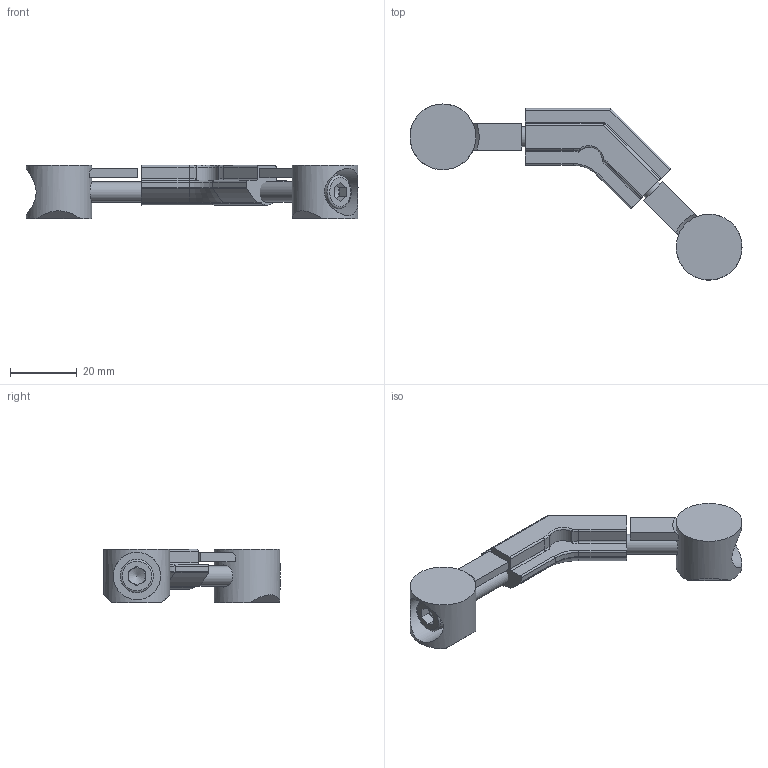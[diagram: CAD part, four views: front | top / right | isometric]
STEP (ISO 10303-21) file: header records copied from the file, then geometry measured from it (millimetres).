
FILE_DESCRIPTION(('FreeCAD Model'),'2;1');
FILE_NAME('Open CASCADE Shape Model','2024-03-20T10:17:11',(''),(''), 'Open CASCADE STEP processor 7.6','FreeCAD','Unknown');
FILE_SCHEMA(('AUTOMOTIVE_DESIGN { 1 0 10303 214 1 1 1 1 }'));
Length unit declared in the file: millimetre
Products named in the file (6): STI8-COU45; 099A0840W45_part1; 099A0840W45_part2; 099A0840W45_part3; 099A0840W45_part5; 099A0840W45_part4
Assembly tree (5 placements, depth 2):
  STI8-COU45
    099A0840W45_part1
    099A0840W45_part2
    099A0840W45_part3
    099A0840W45_part5
    099A0840W45_part4
Bounding box: 99.34 x 52.69 x 16 mm (x, y, z)
Volume: 14929 mm3; surface area: 9735.6 mm2
Topology: 5 solids, 5 shells, 136 faces, 315 edges, 195 vertices
Faces by surface type: plane 65, cylinder 46, torus 15, cone 10
Full cylindrical faces by diameter (mm): 4.4 x2, 6 x2, 6.6 x2, 10 x2, 14.2 x2, 19.7 x2
Entity records: 9504 total; most frequent: CARTESIAN_POINT 2990, DIRECTION 1235, LINE 636, VECTOR 636, ORIENTED_EDGE 622, PCURVE 622, DEFINITIONAL_REPRESENTATION 622, EDGE_CURVE 311
